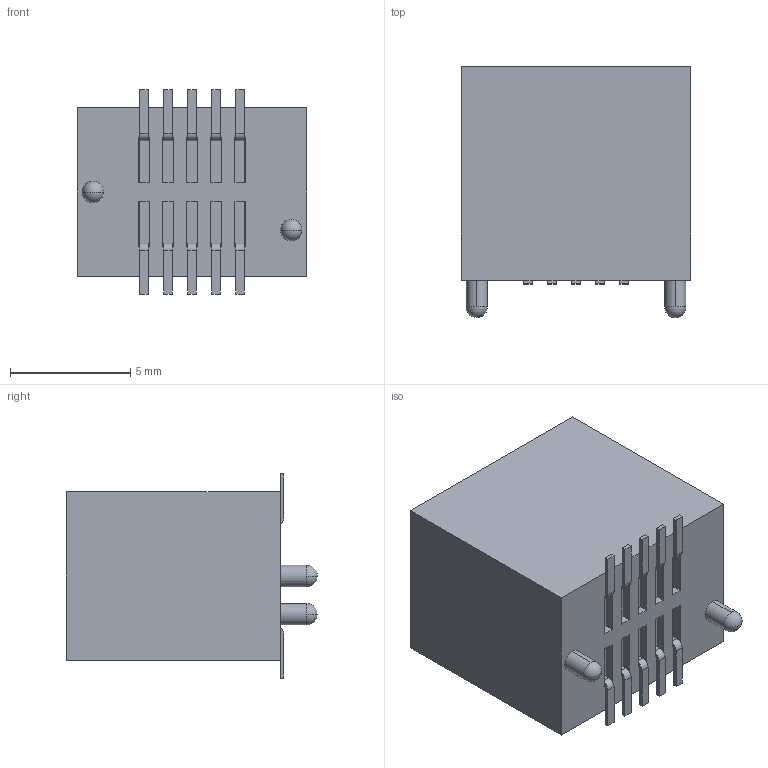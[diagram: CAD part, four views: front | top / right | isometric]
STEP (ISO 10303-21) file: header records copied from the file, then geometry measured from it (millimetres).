
FILE_DESCRIPTION((''),'2;1');
FILE_NAME('ASM0002_ASM','2025-05-07T',('Administrator'),(''),'PRO/ENGINEER BY PARAMETRIC TECHNOLOGY CORPORATION, 2013040','PRO/ENGINEER BY PARAMETRIC TECHNOLOGY CORPORATION, 2013040','');
FILE_SCHEMA(('CONFIG_CONTROL_DESIGN','SHAPE_APPEARANCE_LAYERS_GROUPS'));
Length unit declared in the file: millimetre
Products named in the file (1): ASM0002_ASM
Bounding box: 9.54 x 10.44 x 8.48 mm (x, y, z)
Volume: 438.1 mm3; surface area: 909.4 mm2
Topology: 1 solids, 1 shells, 337 faces, 1038 edges, 698 vertices
Faces by surface type: plane 273, cylinder 60, sphere 4
Entity records: 14135 total; most frequent: CARTESIAN_POINT 2069, ORIENTED_EDGE 2068, DIRECTION 1859, EDGE_CURVE 1034, VECTOR 883, LINE 883, VERTEX_POINT 698, AXIS2_PLACEMENT_3D 488
